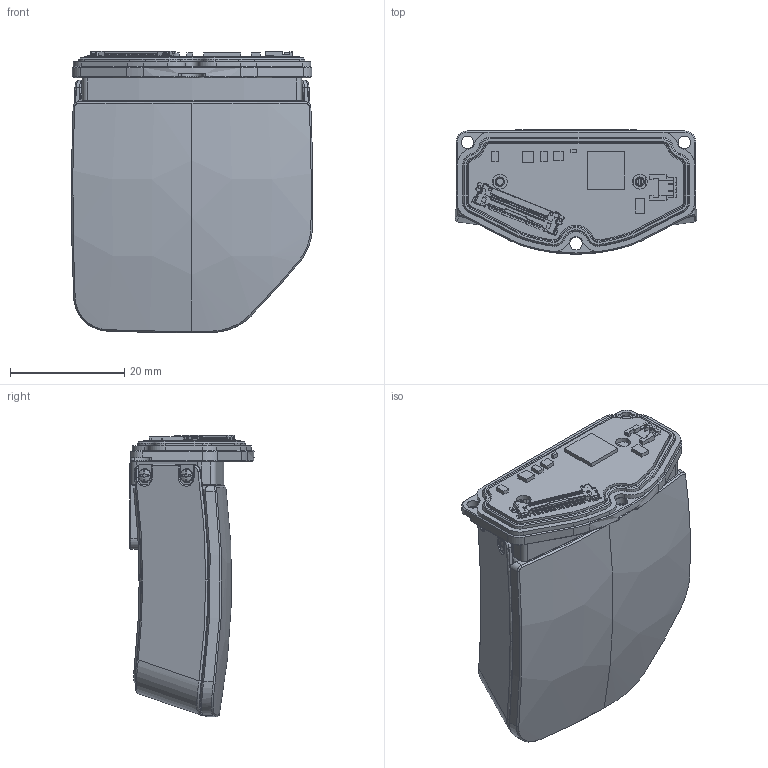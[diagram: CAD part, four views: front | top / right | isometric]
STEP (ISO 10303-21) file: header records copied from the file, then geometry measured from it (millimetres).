
FILE_DESCRIPTION (( 'STEP AP214' ), '1' );
FILE_NAME ('TRI-50032-001.STEP', '2021-03-18T18:06:12', ( '' ), ( '' ), 'SwSTEP 2.0', 'SolidWorks 2021', '' );
FILE_SCHEMA (( 'AUTOMOTIVE_DESIGN' ));
Length unit declared in the file: millimetre
Products named in the file (1): TRI-50032-001
Bounding box: 42.25 x 21.78 x 49.32 mm (x, y, z)
Volume: 23935.6 mm3; surface area: 14393 mm2
Topology: 22 solids, 31 shells, 2524 faces, 6774 edges, 4360 vertices
Faces by surface type: plane 1191, cylinder 834, bspline 282, cone 177, torus 20, sphere 20
Entity records: 92685 total; most frequent: CARTESIAN_POINT 30242, ORIENTED_EDGE 13540, DIRECTION 11935, EDGE_CURVE 6770, VERTEX_POINT 4360, VECTOR 4045, LINE 4045, AXIS2_PLACEMENT_3D 3945
